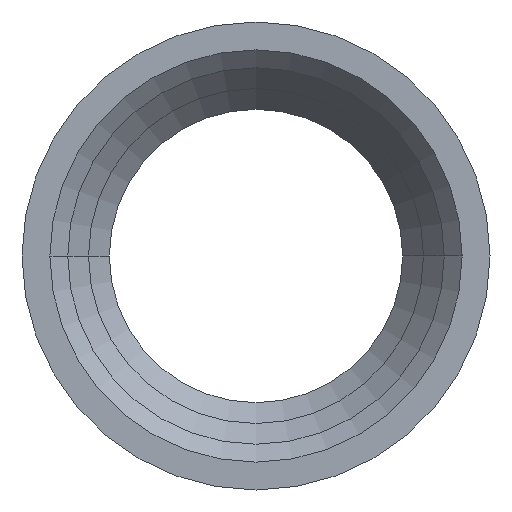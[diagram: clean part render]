
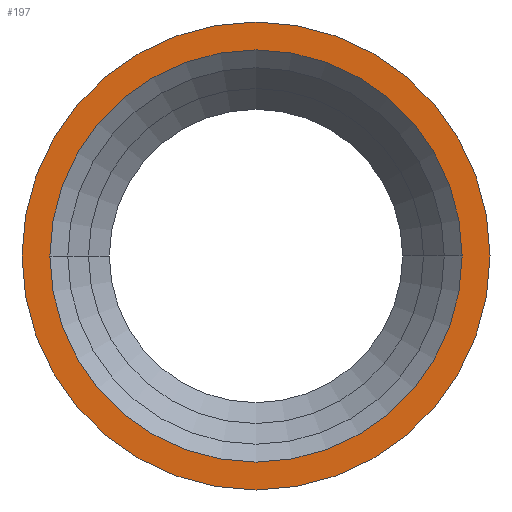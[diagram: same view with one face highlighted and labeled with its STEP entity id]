
A CAD part, left-side view. The second image highlights one B-rep face of the part: STEP entity #197.
In plain terms, the highlighted planar face has unit normal (-1, 0, 0).
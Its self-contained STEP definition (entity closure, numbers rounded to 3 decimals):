
#151 = EDGE_CURVE( '', #261, #167, #413, .T. );
#167 = VERTEX_POINT( '', #432 );
#175 = EDGE_CURVE( '', #167, #261, #441, .T. );
#197 = ADVANCED_FACE( '', ( #466, #467 ), #468, .T. );
#249 = EDGE_CURVE( '', #359, #279, #526, .T. );
#261 = VERTEX_POINT( '', #539 );
#279 = VERTEX_POINT( '', #557 );
#285 = EDGE_CURVE( '', #279, #359, #563, .T. );
#359 = VERTEX_POINT( '', #652 );
#413 = CIRCLE( '', #700, 112.5 );
#432 = CARTESIAN_POINT( '', ( 0., 112.5, 0. ) );
#441 = CIRCLE( '', #736, 112.5 );
#466 = FACE_BOUND( '', #768, .T. );
#467 = FACE_OUTER_BOUND( '', #769, .T. );
#468 = PLANE( '', #770 );
#526 = CIRCLE( '', #854, 99.1 );
#539 = CARTESIAN_POINT( '', ( 0., -112.5, 0. ) );
#557 = CARTESIAN_POINT( '', ( 0., -99.1, 0. ) );
#563 = CIRCLE( '', #904, 99.1 );
#652 = CARTESIAN_POINT( '', ( 0., 99.1, 0. ) );
#700 = AXIS2_PLACEMENT_3D( '', #1064, #1065, #1066 );
#736 = AXIS2_PLACEMENT_3D( '', #1105, #1106, #1107 );
#768 = EDGE_LOOP( '', ( #1144, #1145 ) );
#769 = EDGE_LOOP( '', ( #1146, #1147 ) );
#770 = AXIS2_PLACEMENT_3D( '', #1148, #1149, #1150 );
#854 = AXIS2_PLACEMENT_3D( '', #1224, #1225, #1226 );
#904 = AXIS2_PLACEMENT_3D( '', #1251, #1252, #1253 );
#1064 = CARTESIAN_POINT( '', ( 0., 0., 0. ) );
#1065 = DIRECTION( '', ( -1., 0., 0. ) );
#1066 = DIRECTION( '', ( 0., 1., 0. ) );
#1105 = CARTESIAN_POINT( '', ( 0., 0., 0. ) );
#1106 = DIRECTION( '', ( -1., 0., 0. ) );
#1107 = DIRECTION( '', ( 0., 1., 0. ) );
#1144 = ORIENTED_EDGE( '', *, *, #249, .F. );
#1145 = ORIENTED_EDGE( '', *, *, #285, .F. );
#1146 = ORIENTED_EDGE( '', *, *, #175, .T. );
#1147 = ORIENTED_EDGE( '', *, *, #151, .T. );
#1148 = CARTESIAN_POINT( '', ( 0., 105.8, 0. ) );
#1149 = DIRECTION( '', ( -1., 0., 0. ) );
#1150 = DIRECTION( '', ( 0., 1., 0. ) );
#1224 = CARTESIAN_POINT( '', ( 0., 0., 0. ) );
#1225 = DIRECTION( '', ( -1., 0., 0. ) );
#1226 = DIRECTION( '', ( 0., 1., 0. ) );
#1251 = CARTESIAN_POINT( '', ( 0., 0., 0. ) );
#1252 = DIRECTION( '', ( -1., 0., 0. ) );
#1253 = DIRECTION( '', ( 0., 1., 0. ) );
